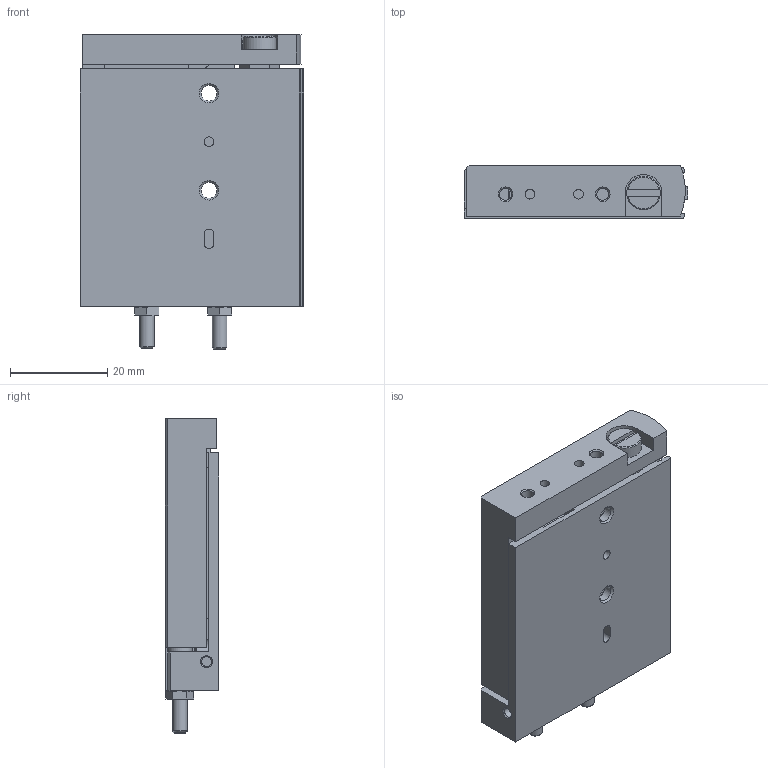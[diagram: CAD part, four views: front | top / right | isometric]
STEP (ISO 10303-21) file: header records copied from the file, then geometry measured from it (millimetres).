
FILE_DESCRIPTION(/* description */ ('STEP AP214'),/* implementation_level */ '2;1');
FILE_NAME(/* name */ '170503_SLF-6-10-P-A',/* time_stamp */ '2024-09-10T12:05:20+02:00',/* author */ ('License CC BY-ND 4.0'),/* organization */ ('CADENAS'),/* preprocessor_version */ 'ST-DEVELOPER v19.3',/* originating_system */ 'PARTsolutions',/* authorisation */ ' ');
FILE_SCHEMA (('AUTOMOTIVE_DESIGN {1 0 10303 214 3 1 1}'));
Length unit declared in the file: millimetre
Products named in the file (3): 170503 SLF-6-10-P-A---(0); 170503 SLF-6-10-P-A_z; 170503 SLF-6-10-P-A_k
Assembly tree (2 placements, depth 2):
  170503 SLF-6-10-P-A---(0)
    170503 SLF-6-10-P-A_z
    170503 SLF-6-10-P-A_k
Bounding box: 46 x 11 x 64.7 mm (x, y, z)
Volume: 21805.2 mm3; surface area: 16468.1 mm2
Topology: 2 solids, 4 shells, 291 faces, 728 edges, 462 vertices
Faces by surface type: plane 154, cylinder 67, cone 67, torus 3
Full cylindrical faces by diameter (mm): 0.35 x1, 1.567 x6, 2 x4, 2.013 x1, 2.459 x2, 2.5 x4, 3 x4, 3.242 x2, 4 x1, 4.134 x2, 5 x1, 6 x6, 6.9 x1, 8.2 x1
Entity records: 8292 total; most frequent: CARTESIAN_POINT 1617, DIRECTION 1352, ORIENTED_EDGE 1276, EDGE_CURVE 638, AXIS2_PLACEMENT_3D 499, VERTEX_POINT 444, FACE_BOUND 406, EDGE_LOOP 402
